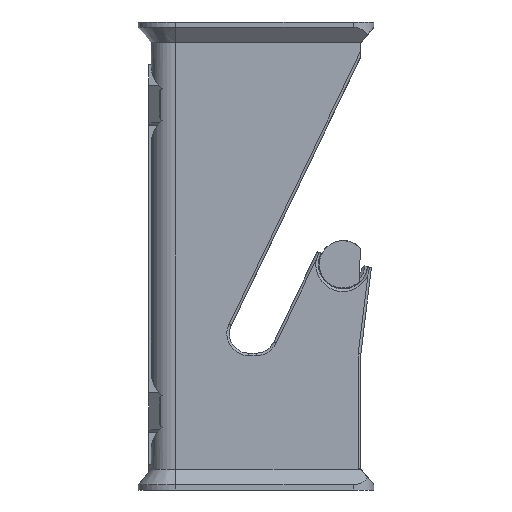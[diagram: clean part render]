
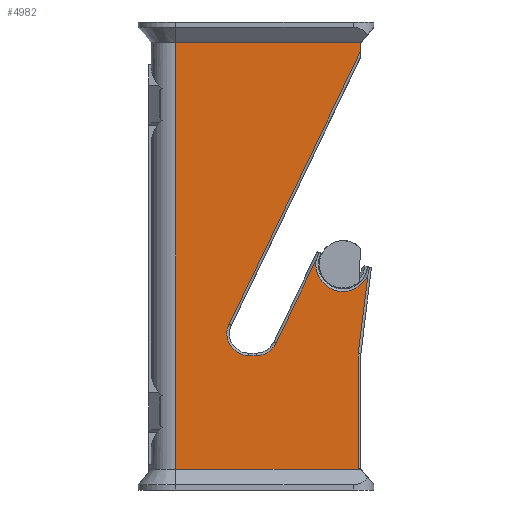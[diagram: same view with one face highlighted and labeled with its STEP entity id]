
A CAD part, left-side view. The second image highlights one B-rep face of the part: STEP entity #4982.
In plain terms, the highlighted planar face has unit normal (-1, 0, 0).
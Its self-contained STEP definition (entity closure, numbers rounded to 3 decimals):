
#386=PLANE('',#5341);
#537=FACE_OUTER_BOUND('',#832,.T.);
#832=EDGE_LOOP('',(#3460,#3461,#3462,#3463,#3464,#3465,#3466,#3467,#3468,
#3469,#3470,#3471));
#1156=LINE('',#7588,#1555);
#1157=LINE('',#7592,#1556);
#1158=LINE('',#7596,#1557);
#1159=LINE('',#7597,#1558);
#1160=LINE('',#7599,#1559);
#1161=LINE('',#7601,#1560);
#1162=LINE('',#7603,#1561);
#1163=LINE('',#7605,#1562);
#1164=LINE('',#7606,#1563);
#1555=VECTOR('',#5976,10.);
#1556=VECTOR('',#5979,10.);
#1557=VECTOR('',#5982,10.);
#1558=VECTOR('',#5983,10.);
#1559=VECTOR('',#5984,10.);
#1560=VECTOR('',#5985,10.);
#1561=VECTOR('',#5986,10.);
#1562=VECTOR('',#5987,10.);
#1563=VECTOR('',#5988,10.);
#1926=CIRCLE('',#5339,10.525);
#1928=CIRCLE('',#5342,8.5);
#1929=CIRCLE('',#5343,8.5);
#2103=VERTEX_POINT('',#7403);
#2144=VERTEX_POINT('',#7552);
#2145=VERTEX_POINT('',#7563);
#2148=VERTEX_POINT('',#7587);
#2149=VERTEX_POINT('',#7589);
#2150=VERTEX_POINT('',#7591);
#2151=VERTEX_POINT('',#7593);
#2152=VERTEX_POINT('',#7595);
#2153=VERTEX_POINT('',#7598);
#2154=VERTEX_POINT('',#7600);
#2155=VERTEX_POINT('',#7602);
#2156=VERTEX_POINT('',#7604);
#2649=EDGE_CURVE('',#2145,#2144,#1926,.T.);
#2653=EDGE_CURVE('',#2144,#2148,#1156,.T.);
#2654=EDGE_CURVE('',#2148,#2149,#1928,.T.);
#2655=EDGE_CURVE('',#2149,#2150,#1157,.T.);
#2656=EDGE_CURVE('',#2150,#2151,#1929,.T.);
#2657=EDGE_CURVE('',#2151,#2152,#1158,.T.);
#2658=EDGE_CURVE('',#2103,#2152,#1159,.T.);
#2659=EDGE_CURVE('',#2103,#2153,#1160,.T.);
#2660=EDGE_CURVE('',#2154,#2153,#1161,.T.);
#2661=EDGE_CURVE('',#2154,#2155,#1162,.T.);
#2662=EDGE_CURVE('',#2155,#2156,#1163,.T.);
#2663=EDGE_CURVE('',#2156,#2145,#1164,.T.);
#3460=ORIENTED_EDGE('',*,*,#2649,.T.);
#3461=ORIENTED_EDGE('',*,*,#2653,.T.);
#3462=ORIENTED_EDGE('',*,*,#2654,.T.);
#3463=ORIENTED_EDGE('',*,*,#2655,.T.);
#3464=ORIENTED_EDGE('',*,*,#2656,.T.);
#3465=ORIENTED_EDGE('',*,*,#2657,.T.);
#3466=ORIENTED_EDGE('',*,*,#2658,.F.);
#3467=ORIENTED_EDGE('',*,*,#2659,.T.);
#3468=ORIENTED_EDGE('',*,*,#2660,.F.);
#3469=ORIENTED_EDGE('',*,*,#2661,.T.);
#3470=ORIENTED_EDGE('',*,*,#2662,.T.);
#3471=ORIENTED_EDGE('',*,*,#2663,.T.);
#4982=ADVANCED_FACE('',(#537),#386,.T.);
#5339=AXIS2_PLACEMENT_3D('',#7564,#5970,#5971);
#5341=AXIS2_PLACEMENT_3D('',#7586,#5974,#5975);
#5342=AXIS2_PLACEMENT_3D('',#7590,#5977,#5978);
#5343=AXIS2_PLACEMENT_3D('',#7594,#5980,#5981);
#5970=DIRECTION('center_axis',(1.,0.,0.));
#5971=DIRECTION('ref_axis',(0.,0.282,-0.959));
#5974=DIRECTION('center_axis',(-1.,0.,0.));
#5975=DIRECTION('ref_axis',(0.,1.,0.));
#5976=DIRECTION('',(0.,0.435,-0.901));
#5977=DIRECTION('center_axis',(1.,0.,0.));
#5978=DIRECTION('ref_axis',(0.,-0.532,-0.847));
#5979=DIRECTION('',(0.,1.,0.));
#5980=DIRECTION('center_axis',(1.,0.,0.));
#5981=DIRECTION('ref_axis',(0.,0.847,-0.532));
#5982=DIRECTION('',(0.,-0.435,0.901));
#5983=DIRECTION('',(0.,0.,-1.));
#5984=DIRECTION('',(0.,1.,0.));
#5985=DIRECTION('',(0.,0.,1.));
#5986=DIRECTION('',(0.,-1.,0.));
#5987=DIRECTION('',(0.,0.,1.));
#5988=DIRECTION('',(0.,-0.123,0.992));
#7403=CARTESIAN_POINT('',(9.5,0.,1.5));
#7552=CARTESIAN_POINT('',(9.5,17.319,-82.604));
#7563=CARTESIAN_POINT('',(9.5,-2.734,-88.509));
#7564=CARTESIAN_POINT('Origin',(9.5,6.943,-84.371));
#7586=CARTESIAN_POINT('Origin',(9.5,0.,
0.));
#7587=CARTESIAN_POINT('',(9.5,32.928,-114.945));
#7588=CARTESIAN_POINT('',(9.5,-1.119,-44.401));
#7589=CARTESIAN_POINT('',(9.5,40.583,-119.75));
#7590=CARTESIAN_POINT('Origin',(9.5,40.583,-111.25));
#7591=CARTESIAN_POINT('',(9.5,43.435,-119.75));
#7592=CARTESIAN_POINT('',(9.5,17.938,-119.75));
#7593=CARTESIAN_POINT('',(9.5,51.09,-107.555));
#7594=CARTESIAN_POINT('Origin',(9.5,43.435,-111.25));
#7595=CARTESIAN_POINT('',(9.5,0.,-1.699));
#7596=CARTESIAN_POINT('',(9.5,0.118,-1.943));
#7597=CARTESIAN_POINT('',(9.5,0.,0.));
#7598=CARTESIAN_POINT('',(9.5,71.75,1.5));
#7599=CARTESIAN_POINT('',(9.5,86.75,1.5));
#7600=CARTESIAN_POINT('',(9.5,71.75,-163.75));
#7601=CARTESIAN_POINT('',(9.5,71.75,-163.75));
#7602=CARTESIAN_POINT('',(9.5,1.,-163.75));
#7603=CARTESIAN_POINT('',(9.5,86.75,-163.75));
#7604=CARTESIAN_POINT('',(9.5,1.,-118.688));
#7605=CARTESIAN_POINT('',(9.5,1.,-81.875));
#7606=CARTESIAN_POINT('',(9.5,-6.244,-60.148));
